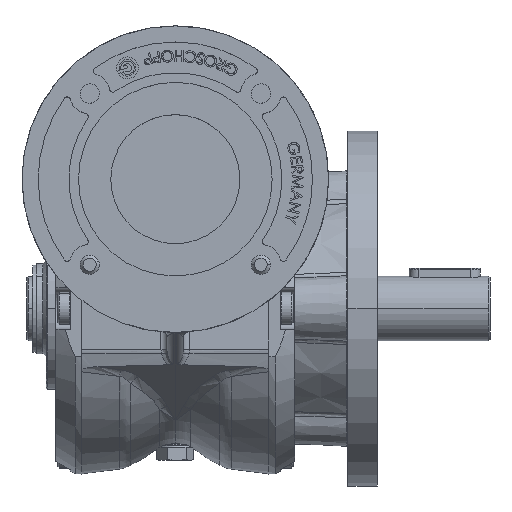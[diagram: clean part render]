
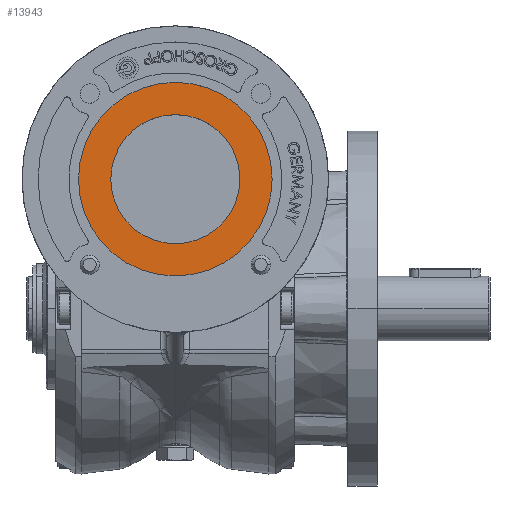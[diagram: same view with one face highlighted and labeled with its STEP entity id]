
A CAD part, top view. The second image highlights one B-rep face of the part: STEP entity #13943.
In plain terms, the highlighted planar face has unit normal (0, 0, 1).
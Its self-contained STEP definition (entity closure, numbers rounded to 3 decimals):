
#270 = DIRECTION ( 'NONE',  ( 1., 0., 0. ) ) ;
#2184 = ORIENTED_EDGE ( 'NONE', *, *, #50212, .F. ) ;
#2681 = ORIENTED_EDGE ( 'NONE', *, *, #42186, .T. ) ;
#2964 = CARTESIAN_POINT ( 'NONE',  ( 30., 40., 64.1 ) ) ;
#3980 = AXIS2_PLACEMENT_3D ( 'NONE', #35347, #34866, #34816 ) ;
#4296 = AXIS2_PLACEMENT_3D ( 'NONE', #11472, #38464, #15353 ) ;
#6817 = EDGE_CURVE ( 'Defeature ausgef�hrt1_892+Defeature ausgef�hrt1_893+Defeature ausgef�hrt1_893+Defeature ausgef�hrt1_893', #11026, #27922, #14141, .T. ) ;
#7088 = CARTESIAN_POINT ( 'NONE',  ( -30., 40., 64.1 ) ) ;
#10463 = CARTESIAN_POINT ( 'NONE',  ( 0., 40., 64.1 ) ) ;
#11026 = VERTEX_POINT ( 'NONE', #2964 ) ;
#11472 = CARTESIAN_POINT ( 'NONE',  ( 0., 40., 64.1 ) ) ;
#13943 = ADVANCED_FACE ( 'Defeature ausgef�hrt1_892', ( #32271, #32694 ), #48883, .T. ) ;
#14141 = CIRCLE ( 'NONE', #3980, 30. ) ;
#14326 = DIRECTION ( 'NONE',  ( 1., 0., 0. ) ) ;
#14977 = AXIS2_PLACEMENT_3D ( 'NONE', #48053, #48045, #47991 ) ;
#15353 = DIRECTION ( 'NONE',  ( 1., 0., 0. ) ) ;
#22318 = EDGE_LOOP ( 'NONE', ( #2184, #39945 ) ) ;
#23586 = DIRECTION ( 'NONE',  ( 0., 0., 1. ) ) ;
#27483 = CIRCLE ( 'NONE', #31265, 20. ) ;
#27922 = VERTEX_POINT ( 'NONE', #7088 ) ;
#31186 = CARTESIAN_POINT ( 'NONE',  ( -20., 40., 64.1 ) ) ;
#31265 = AXIS2_PLACEMENT_3D ( 'NONE', #46864, #23586, #270 ) ;
#31606 = CIRCLE ( 'NONE', #4296, 20. ) ;
#32271 = FACE_BOUND ( 'NONE', #22318, .T. ) ;
#32694 = FACE_OUTER_BOUND ( 'NONE', #48998, .T. ) ;
#34816 = DIRECTION ( 'NONE',  ( 1., 0., 0. ) ) ;
#34866 = DIRECTION ( 'NONE',  ( 0., 0., 1. ) ) ;
#35347 = CARTESIAN_POINT ( 'NONE',  ( 0., 40., 64.1 ) ) ;
#36394 = VERTEX_POINT ( 'NONE', #31186 ) ;
#36697 = ORIENTED_EDGE ( 'NONE', *, *, #6817, .T. ) ;
#36884 = VERTEX_POINT ( 'NONE', #39016 ) ;
#37456 = DIRECTION ( 'NONE',  ( 0., 0., 1. ) ) ;
#38464 = DIRECTION ( 'NONE',  ( 0., 0., 1. ) ) ;
#39016 = CARTESIAN_POINT ( 'NONE',  ( 20., 40., 64.1 ) ) ;
#39945 = ORIENTED_EDGE ( 'NONE', *, *, #40137, .F. ) ;
#40137 = EDGE_CURVE ( 'Defeature ausgef�hrt1_891+Defeature ausgef�hrt1_892+Defeature ausgef�hrt1_892+Defeature ausgef�hrt1_892', #36394, #36884, #27483, .T. ) ;
#40175 = AXIS2_PLACEMENT_3D ( 'NONE', #10463, #37456, #14326 ) ;
#42186 = EDGE_CURVE ( 'Defeature ausgef�hrt1_892+Defeature ausgef�hrt1_893+Defeature ausgef�hrt1_893+Defeature ausgef�hrt1_893', #27922, #11026, #42933, .T. ) ;
#42933 = CIRCLE ( 'NONE', #40175, 30. ) ;
#46864 = CARTESIAN_POINT ( 'NONE',  ( 0., 40., 64.1 ) ) ;
#47991 = DIRECTION ( 'NONE',  ( 1., 0., 0. ) ) ;
#48045 = DIRECTION ( 'NONE',  ( 0., 0., 1. ) ) ;
#48053 = CARTESIAN_POINT ( 'NONE',  ( 0., 40., 64.1 ) ) ;
#48883 = PLANE ( 'NONE',  #14977 ) ;
#48998 = EDGE_LOOP ( 'NONE', ( #36697, #2681 ) ) ;
#50212 = EDGE_CURVE ( 'Defeature ausgef�hrt1_891+Defeature ausgef�hrt1_892+Defeature ausgef�hrt1_892+Defeature ausgef�hrt1_892', #36884, #36394, #31606, .T. ) ;
